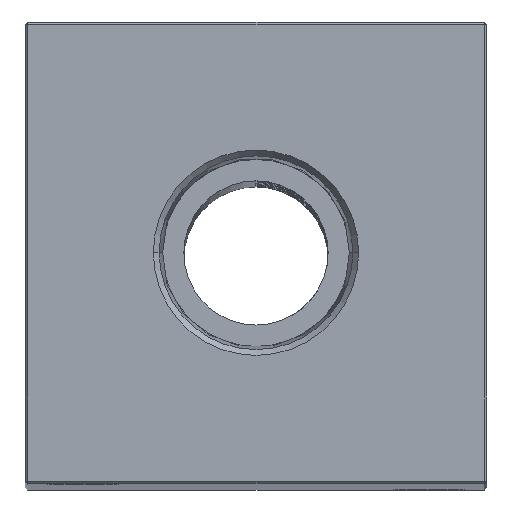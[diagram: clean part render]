
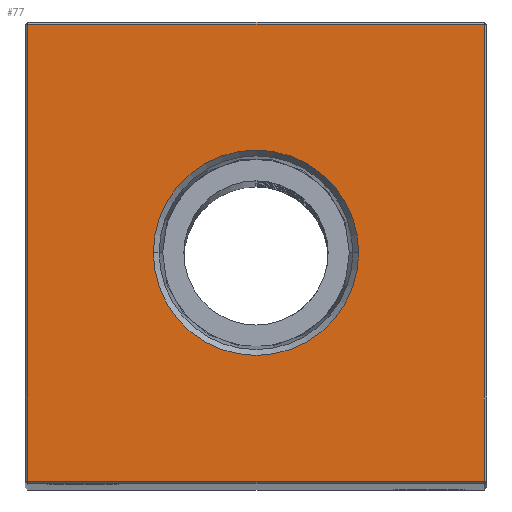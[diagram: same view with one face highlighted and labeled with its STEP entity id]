
A CAD part, top view. The second image highlights one B-rep face of the part: STEP entity #77.
In plain terms, the highlighted planar face has unit normal (0, 0, 1).
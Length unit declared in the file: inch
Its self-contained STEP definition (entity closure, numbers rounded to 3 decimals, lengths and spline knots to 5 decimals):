
#77 = ADVANCED_FACE ( 'NONE', ( #8770, #6845 ), #15384, .F. ) ;
#610 = LINE ( 'NONE', #17426, #5903 ) ;
#772 = DIRECTION ( 'NONE',  ( 0., 0., -1. ) ) ;
#965 = VECTOR ( 'NONE', #6315, 39.37008 ) ;
#1397 = DIRECTION ( 'NONE',  ( 0., 0., 1. ) ) ;
#1440 = VERTEX_POINT ( 'NONE', #7200 ) ;
#3069 = EDGE_LOOP ( 'NONE', ( #7405, #19583, #10383, #16570 ) ) ;
#3103 = ORIENTED_EDGE ( 'NONE', *, *, #24414, .F. ) ;
#5060 = CARTESIAN_POINT ( 'NONE',  ( 0.44487, 0., 16.25 ) ) ;
#5149 = VERTEX_POINT ( 'NONE', #5060 ) ;
#5617 = DIRECTION ( 'NONE',  ( 1., 0., 0. ) ) ;
#5903 = VECTOR ( 'NONE', #15357, 39.37008 ) ;
#6315 = DIRECTION ( 'NONE',  ( 0., 1., 0. ) ) ;
#6724 = VECTOR ( 'NONE', #5617, 39.37008 ) ;
#6845 = FACE_BOUND ( 'NONE', #13939, .T. ) ;
#6876 = DIRECTION ( 'NONE',  ( 1., 0., 0. ) ) ;
#6901 = VECTOR ( 'NONE', #12155, 39.37008 ) ;
#6977 = DIRECTION ( 'NONE',  ( -1., 0., 0. ) ) ;
#7200 = CARTESIAN_POINT ( 'NONE',  ( -0.99, 0.99, 16.25 ) ) ;
#7405 = ORIENTED_EDGE ( 'NONE', *, *, #8774, .T. ) ;
#8253 = LINE ( 'NONE', #26856, #965 ) ;
#8770 = FACE_OUTER_BOUND ( 'NONE', #3069, .T. ) ;
#8774 = EDGE_CURVE ( 'NONE', #1440, #23972, #610, .T. ) ;
#8956 = CARTESIAN_POINT ( 'NONE',  ( 0.99, -0.99, 16.25 ) ) ;
#9050 = CARTESIAN_POINT ( 'NONE',  ( 0., 0., 16.25 ) ) ;
#10383 = ORIENTED_EDGE ( 'NONE', *, *, #20702, .T. ) ;
#10881 = DIRECTION ( 'NONE',  ( 0., 0., 1. ) ) ;
#11459 = DIRECTION ( 'NONE',  ( 1., 0., 0. ) ) ;
#11688 = CARTESIAN_POINT ( 'NONE',  ( 0., -0.99, 16.25 ) ) ;
#12155 = DIRECTION ( 'NONE',  ( -1., 0., 0. ) ) ;
#12232 = LINE ( 'NONE', #11688, #6724 ) ;
#13099 = ORIENTED_EDGE ( 'NONE', *, *, #16762, .F. ) ;
#13405 = EDGE_CURVE ( 'NONE', #25924, #1440, #26779, .T. ) ;
#13939 = EDGE_LOOP ( 'NONE', ( #3103, #13099 ) ) ;
#14113 = CIRCLE ( 'NONE', #19405, 0.44487 ) ;
#14629 = AXIS2_PLACEMENT_3D ( 'NONE', #9050, #772, #6977 ) ;
#15357 = DIRECTION ( 'NONE',  ( 0., -1., 0. ) ) ;
#15384 = PLANE ( 'NONE',  #14629 ) ;
#16303 = CARTESIAN_POINT ( 'NONE',  ( -0.99, -0.99, 16.25 ) ) ;
#16570 = ORIENTED_EDGE ( 'NONE', *, *, #13405, .T. ) ;
#16762 = EDGE_CURVE ( 'NONE', #24147, #5149, #14113, .T. ) ;
#17426 = CARTESIAN_POINT ( 'NONE',  ( -0.99, 0., 16.25 ) ) ;
#17525 = CARTESIAN_POINT ( 'NONE',  ( -0.44487, 0., 16.25 ) ) ;
#18642 = CARTESIAN_POINT ( 'NONE',  ( 0., 0.99, 16.25 ) ) ;
#19405 = AXIS2_PLACEMENT_3D ( 'NONE', #22220, #1397, #11459 ) ;
#19483 = AXIS2_PLACEMENT_3D ( 'NONE', #25763, #10881, #6876 ) ;
#19583 = ORIENTED_EDGE ( 'NONE', *, *, #25502, .T. ) ;
#20702 = EDGE_CURVE ( 'NONE', #25402, #25924, #8253, .T. ) ;
#22220 = CARTESIAN_POINT ( 'NONE',  ( 0., 0., 16.25 ) ) ;
#23972 = VERTEX_POINT ( 'NONE', #16303 ) ;
#24147 = VERTEX_POINT ( 'NONE', #17525 ) ;
#24414 = EDGE_CURVE ( 'NONE', #5149, #24147, #24779, .T. ) ;
#24779 = CIRCLE ( 'NONE', #19483, 0.44487 ) ;
#25402 = VERTEX_POINT ( 'NONE', #8956 ) ;
#25502 = EDGE_CURVE ( 'NONE', #23972, #25402, #12232, .T. ) ;
#25763 = CARTESIAN_POINT ( 'NONE',  ( 0., 0., 16.25 ) ) ;
#25924 = VERTEX_POINT ( 'NONE', #26112 ) ;
#26112 = CARTESIAN_POINT ( 'NONE',  ( 0.99, 0.99, 16.25 ) ) ;
#26779 = LINE ( 'NONE', #18642, #6901 ) ;
#26856 = CARTESIAN_POINT ( 'NONE',  ( 0.99, 0., 16.25 ) ) ;
